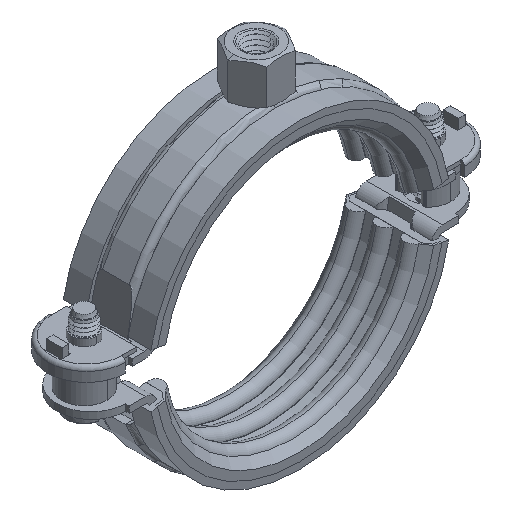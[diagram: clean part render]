
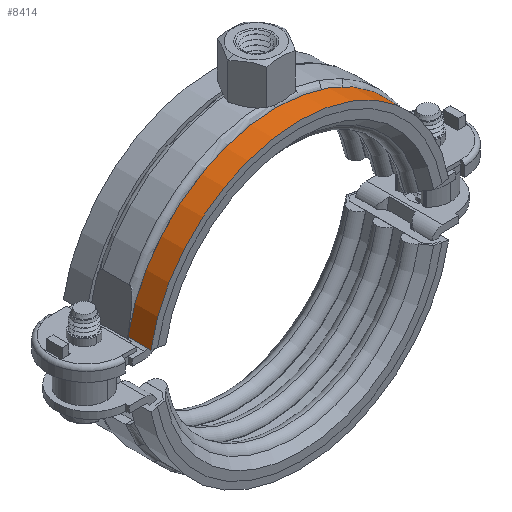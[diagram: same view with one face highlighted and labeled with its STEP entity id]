
A CAD part, isometric view. The second image highlights one B-rep face of the part: STEP entity #8414.
In plain terms, the highlighted cylindrical face has radius 39.75 mm (diameter 79.5 mm), a partial arc.
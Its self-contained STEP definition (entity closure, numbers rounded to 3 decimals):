
#8356=CARTESIAN_POINT('',(134.63,127.168,5.5));
#8357=VERTEX_POINT('',#8356);
#8364=CARTESIAN_POINT('',(212.877,127.168,5.5));
#8365=VERTEX_POINT('',#8364);
#8366=CARTESIAN_POINT('',(173.753,120.137,5.5));
#8367=DIRECTION('',(0.0,0.0,1.0));
#8368=DIRECTION('',(1.0,0.0,0.0));
#8369=AXIS2_PLACEMENT_3D('',#8366,#8367,#8368);
#8370=CIRCLE('',#8369,39.75);
#8371=EDGE_CURVE('',#8365,#8357,#8370,.T.);
#8383=CARTESIAN_POINT('',(173.753,120.137,8.5));
#8384=DIRECTION('',(0.0,0.0,1.0));
#8385=DIRECTION('',(1.0,0.0,0.0));
#8386=AXIS2_PLACEMENT_3D('',#8383,#8384,#8385);
#8387=CYLINDRICAL_SURFACE('',#8386,39.75);
#8388=CARTESIAN_POINT('',(134.63,127.168,11.5));
#8389=VERTEX_POINT('',#8388);
#8390=CARTESIAN_POINT('',(134.63,127.168,5.5));
#8391=DIRECTION('',(0.0,0.0,1.0));
#8392=VECTOR('',#8391,6.);
#8393=LINE('',#8390,#8392);
#8394=EDGE_CURVE('',#8357,#8389,#8393,.T.);
#8395=ORIENTED_EDGE('',*,*,#8394,.T.);
#8396=CARTESIAN_POINT('',(212.877,127.168,11.5));
#8397=VERTEX_POINT('',#8396);
#8398=CARTESIAN_POINT('',(173.753,120.137,11.5));
#8399=DIRECTION('',(0.0,0.0,1.0));
#8400=DIRECTION('',(1.0,0.0,0.0));
#8401=AXIS2_PLACEMENT_3D('',#8398,#8399,#8400);
#8402=CIRCLE('',#8401,39.75);
#8403=EDGE_CURVE('',#8397,#8389,#8402,.T.);
#8404=ORIENTED_EDGE('',*,*,#8403,.F.);
#8405=CARTESIAN_POINT('',(212.877,127.168,5.5));
#8406=DIRECTION('',(0.0,0.0,1.0));
#8407=VECTOR('',#8406,6.);
#8408=LINE('',#8405,#8407);
#8409=EDGE_CURVE('',#8365,#8397,#8408,.T.);
#8410=ORIENTED_EDGE('',*,*,#8409,.F.);
#8411=ORIENTED_EDGE('',*,*,#8371,.T.);
#8412=EDGE_LOOP('',(#8395,#8404,#8410,#8411));
#8413=FACE_OUTER_BOUND('',#8412,.T.);
#8414=ADVANCED_FACE('',(#8413),#8387,.T.);
